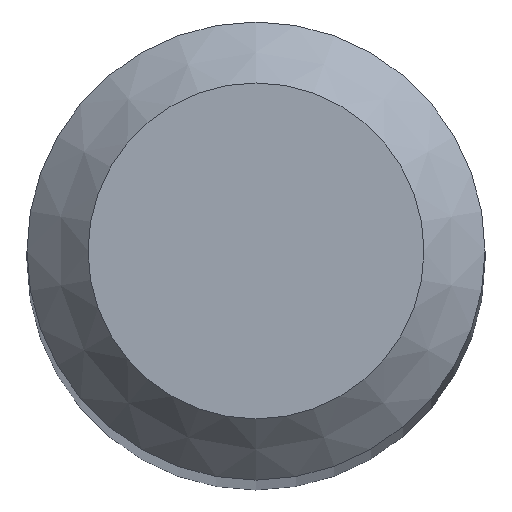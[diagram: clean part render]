
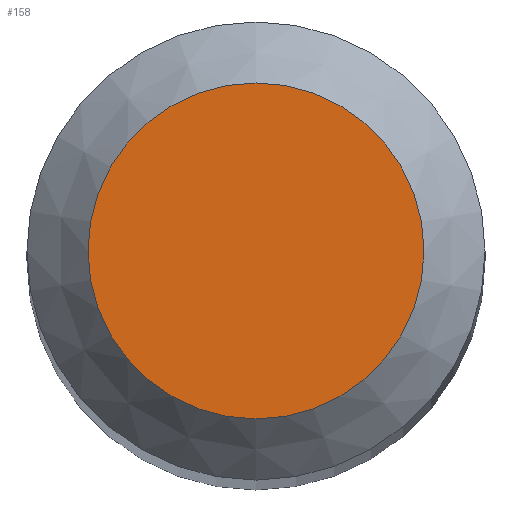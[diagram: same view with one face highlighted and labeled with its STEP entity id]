
A CAD part, top view. The second image highlights one B-rep face of the part: STEP entity #158.
In plain terms, the highlighted planar face has unit normal (0, 0, 1).
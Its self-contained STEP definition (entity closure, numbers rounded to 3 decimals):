
#17 = DIRECTION ( 'NONE',  ( 0., 0., -1. ) ) ;
#59 = DIRECTION ( 'NONE',  ( 0., 1., 0. ) ) ;
#82 = AXIS2_PLACEMENT_3D ( 'NONE', #174, #17, #59 ) ;
#104 = ORIENTED_EDGE ( 'NONE', *, *, #217, .F. ) ;
#105 = CARTESIAN_POINT ( 'NONE',  ( 0., 0.55, 30. ) ) ;
#118 = CIRCLE ( 'NONE', #148, 0.55 ) ;
#120 = EDGE_LOOP ( 'NONE', ( #104 ) ) ;
#122 = CARTESIAN_POINT ( 'NONE',  ( 0., 0., 30. ) ) ;
#148 = AXIS2_PLACEMENT_3D ( 'NONE', #122, #175, #204 ) ;
#158 = ADVANCED_FACE ( 'NONE', ( #206 ), #211, .F. ) ;
#174 = CARTESIAN_POINT ( 'NONE',  ( 0., 0., 30. ) ) ;
#175 = DIRECTION ( 'NONE',  ( 0., 0., -1. ) ) ;
#177 = VERTEX_POINT ( 'NONE', #105 ) ;
#204 = DIRECTION ( 'NONE',  ( 0., 1., 0. ) ) ;
#206 = FACE_OUTER_BOUND ( 'NONE', #120, .T. ) ;
#211 = PLANE ( 'NONE',  #82 ) ;
#217 = EDGE_CURVE ( 'NONE', #177, #177, #118, .T. ) ;
